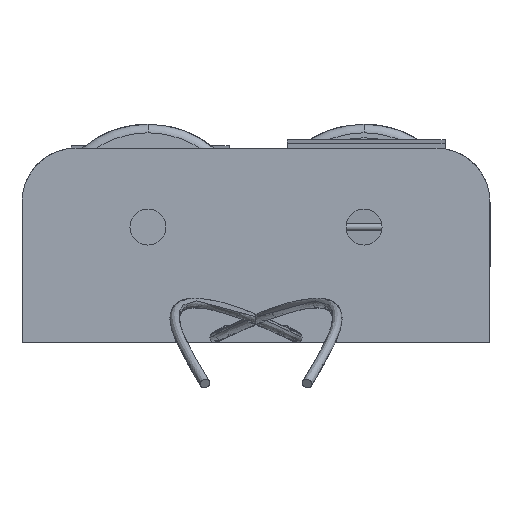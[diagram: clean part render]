
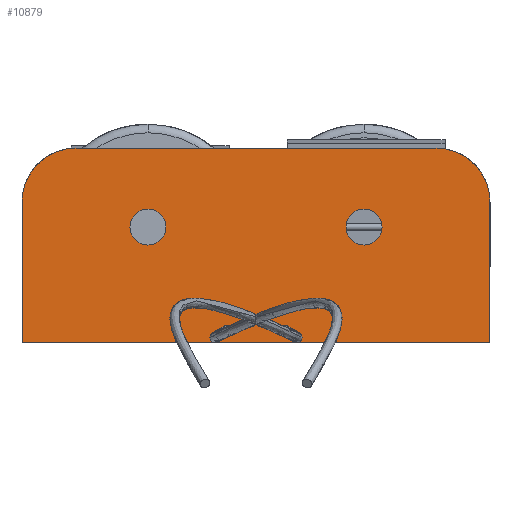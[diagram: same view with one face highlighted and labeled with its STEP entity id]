
A CAD part, left-side view. The second image highlights one B-rep face of the part: STEP entity #10879.
In plain terms, the highlighted planar face has unit normal (-1, 0, 0).
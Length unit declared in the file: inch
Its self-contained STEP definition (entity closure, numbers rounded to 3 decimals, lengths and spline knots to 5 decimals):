
#990 = CARTESIAN_POINT ( 'NONE',  ( -1.16, 0.3, 0.27 ) ) ;
#991 = CARTESIAN_POINT ( 'NONE',  ( -1.16, 0.3, 0.37 ) ) ;
#992 = DIRECTION ( 'NONE',  ( 0., 1., 0. ) ) ;
#993 = DIRECTION ( 'NONE',  ( 1., 0., 0. ) ) ;
#994 = AXIS2_PLACEMENT_3D ( 'NONE', #1001, #993, #992 ) ;
#995 = CIRCLE ( 'NONE', #994, 0.05 ) ;
#1001 = CARTESIAN_POINT ( 'NONE',  ( -1.16, 0.3, 0.32 ) ) ;
#5345 = DIRECTION ( 'NONE',  ( 0., 0., -1. ) ) ;
#5346 = DIRECTION ( 'NONE',  ( -1., 0., 0. ) ) ;
#5347 = CARTESIAN_POINT ( 'NONE',  ( -1.16, -0.08, 0.0333 ) ) ;
#5348 = AXIS2_PLACEMENT_3D ( 'NONE', #5347, #5346, #5345 ) ;
#5349 = CIRCLE ( 'NONE', #5348, 0.01392 ) ;
#5468 = CARTESIAN_POINT ( 'NONE',  ( -1.16, -0.09392, 0.0333 ) ) ;
#5469 = CARTESIAN_POINT ( 'NONE',  ( -1.16, -0.06608, 0.0333 ) ) ;
#6022 = DIRECTION ( 'NONE',  ( 0., 1., 0. ) ) ;
#6023 = DIRECTION ( 'NONE',  ( -1., 0., 0. ) ) ;
#6024 = CARTESIAN_POINT ( 'NONE',  ( -1.16, -0.3, 0.32 ) ) ;
#6025 = AXIS2_PLACEMENT_3D ( 'NONE', #6024, #6023, #6022 ) ;
#6026 = CIRCLE ( 'NONE', #6025, 0.05 ) ;
#6032 = CARTESIAN_POINT ( 'NONE',  ( -1.16, -0.3, 0.27 ) ) ;
#6055 = CARTESIAN_POINT ( 'NONE',  ( -1.16, -0.3, 0.37 ) ) ;
#7788 = EDGE_CURVE ( 'NONE', #7789, #7790, #995, .T. ) ;
#7789 = VERTEX_POINT ( 'NONE', #991 ) ;
#7790 = VERTEX_POINT ( 'NONE', #990 ) ;
#9510 = EDGE_CURVE ( 'NONE', #9511, #9512, #5349, .T. ) ;
#9511 = VERTEX_POINT ( 'NONE', #5469 ) ;
#9512 = VERTEX_POINT ( 'NONE', #5468 ) ;
#9747 = VERTEX_POINT ( 'NONE', #6032 ) ;
#9748 = EDGE_CURVE ( 'NONE', #9747, #9754, #6026, .T. ) ;
#9754 = VERTEX_POINT ( 'NONE', #6055 ) ;
#10802 = EDGE_LOOP ( 'NONE', ( #10859, #10863, #10866, #10869, #10872, #10931 ) ) ;
#10810 = EDGE_CURVE ( 'NONE', #10811, #10812, #13830, .T. ) ;
#10811 = VERTEX_POINT ( 'NONE', #13825 ) ;
#10812 = VERTEX_POINT ( 'NONE', #13889 ) ;
#10848 = EDGE_CURVE ( 'NONE', #10874, #10862, #14056, .T. ) ;
#10849 = EDGE_LOOP ( 'NONE', ( #10850, #10851 ) ) ;
#10850 = ORIENTED_EDGE ( 'NONE', *, *, #10810, .F. ) ;
#10851 = ORIENTED_EDGE ( 'NONE', *, *, #10852, .F. ) ;
#10852 = EDGE_CURVE ( 'NONE', #10812, #10811, #14051, .T. ) ;
#10853 = EDGE_LOOP ( 'NONE', ( #10854, #10855 ) ) ;
#10854 = ORIENTED_EDGE ( 'NONE', *, *, #9510, .F. ) ;
#10855 = ORIENTED_EDGE ( 'NONE', *, *, #10856, .F. ) ;
#10856 = EDGE_CURVE ( 'NONE', #9512, #9511, #14046, .T. ) ;
#10859 = ORIENTED_EDGE ( 'NONE', *, *, #10860, .F. ) ;
#10860 = EDGE_CURVE ( 'NONE', #10861, #10862, #14098, .T. ) ;
#10861 = VERTEX_POINT ( 'NONE', #14094 ) ;
#10862 = VERTEX_POINT ( 'NONE', #14157 ) ;
#10863 = ORIENTED_EDGE ( 'NONE', *, *, #10864, .T. ) ;
#10864 = EDGE_CURVE ( 'NONE', #10861, #10865, #14156, .T. ) ;
#10865 = VERTEX_POINT ( 'NONE', #14151 ) ;
#10866 = ORIENTED_EDGE ( 'NONE', *, *, #10867, .T. ) ;
#10867 = EDGE_CURVE ( 'NONE', #10865, #10868, #14150, .T. ) ;
#10868 = VERTEX_POINT ( 'NONE', #14204 ) ;
#10869 = ORIENTED_EDGE ( 'NONE', *, *, #10870, .T. ) ;
#10870 = EDGE_CURVE ( 'NONE', #10868, #10871, #14203, .T. ) ;
#10871 = VERTEX_POINT ( 'NONE', #14199 ) ;
#10872 = ORIENTED_EDGE ( 'NONE', *, *, #10873, .F. ) ;
#10873 = EDGE_CURVE ( 'NONE', #10874, #10871, #14198, .T. ) ;
#10874 = VERTEX_POINT ( 'NONE', #14194 ) ;
#10879 = ADVANCED_FACE ( 'NONE', ( #14192, #14191, #14239, #14238, #14237 ), #14229, .F. ) ;
#10880 = EDGE_LOOP ( 'NONE', ( #10881, #10882 ) ) ;
#10881 = ORIENTED_EDGE ( 'NONE', *, *, #9748, .F. ) ;
#10882 = ORIENTED_EDGE ( 'NONE', *, *, #10883, .F. ) ;
#10883 = EDGE_CURVE ( 'NONE', #9754, #9747, #14224, .T. ) ;
#10884 = EDGE_LOOP ( 'NONE', ( #10885, #10887 ) ) ;
#10885 = ORIENTED_EDGE ( 'NONE', *, *, #10886, .T. ) ;
#10886 = EDGE_CURVE ( 'NONE', #7790, #7789, #14220, .T. ) ;
#10887 = ORIENTED_EDGE ( 'NONE', *, *, #7788, .T. ) ;
#10931 = ORIENTED_EDGE ( 'NONE', *, *, #10848, .T. ) ;
#13825 = CARTESIAN_POINT ( 'NONE',  ( -1.16, 0.06608, 0.0333 ) ) ;
#13826 = DIRECTION ( 'NONE',  ( 0., 0., 1. ) ) ;
#13827 = DIRECTION ( 'NONE',  ( -1., 0., 0. ) ) ;
#13828 = CARTESIAN_POINT ( 'NONE',  ( -1.16, 0.08, 0.0333 ) ) ;
#13829 = AXIS2_PLACEMENT_3D ( 'NONE', #13828, #13827, #13826 ) ;
#13830 = CIRCLE ( 'NONE', #13829, 0.01392 ) ;
#13889 = CARTESIAN_POINT ( 'NONE',  ( -1.16, 0.09392, 0.0333 ) ) ;
#14042 = DIRECTION ( 'NONE',  ( 0., 0., -1. ) ) ;
#14043 = DIRECTION ( 'NONE',  ( -1., 0., 0. ) ) ;
#14044 = CARTESIAN_POINT ( 'NONE',  ( -1.16, -0.08, 0.0333 ) ) ;
#14045 = AXIS2_PLACEMENT_3D ( 'NONE', #14044, #14043, #14042 ) ;
#14046 = CIRCLE ( 'NONE', #14045, 0.01392 ) ;
#14047 = DIRECTION ( 'NONE',  ( 0., 0., 1. ) ) ;
#14048 = DIRECTION ( 'NONE',  ( -1., 0., 0. ) ) ;
#14049 = CARTESIAN_POINT ( 'NONE',  ( -1.16, 0.08, 0.0333 ) ) ;
#14050 = AXIS2_PLACEMENT_3D ( 'NONE', #14049, #14048, #14047 ) ;
#14051 = CIRCLE ( 'NONE', #14050, 0.01392 ) ;
#14052 = DIRECTION ( 'NONE',  ( 0., 1., 0. ) ) ;
#14053 = DIRECTION ( 'NONE',  ( -1., 0., 0. ) ) ;
#14054 = CARTESIAN_POINT ( 'NONE',  ( -1.16, -0.5, 0.389 ) ) ;
#14055 = AXIS2_PLACEMENT_3D ( 'NONE', #14054, #14053, #14052 ) ;
#14056 = CIRCLE ( 'NONE', #14055, 0.15 ) ;
#14094 = CARTESIAN_POINT ( 'NONE',  ( -1.16, 0.5, 0.539 ) ) ;
#14095 = DIRECTION ( 'NONE',  ( 0., -1., 0. ) ) ;
#14096 = VECTOR ( 'NONE', #14095, 39.37008 ) ;
#14097 = CARTESIAN_POINT ( 'NONE',  ( -1.16, 0.65, 0.539 ) ) ;
#14098 = LINE ( 'NONE', #14097, #14096 ) ;
#14147 = DIRECTION ( 'NONE',  ( 0., 0., -1. ) ) ;
#14148 = VECTOR ( 'NONE', #14147, 39.37008 ) ;
#14149 = CARTESIAN_POINT ( 'NONE',  ( -1.16, 0.65, 0.539 ) ) ;
#14150 = LINE ( 'NONE', #14149, #14148 ) ;
#14151 = CARTESIAN_POINT ( 'NONE',  ( -1.16, 0.65, 0.389 ) ) ;
#14152 = DIRECTION ( 'NONE',  ( 0., 1., 0. ) ) ;
#14153 = DIRECTION ( 'NONE',  ( -1., 0., 0. ) ) ;
#14154 = CARTESIAN_POINT ( 'NONE',  ( -1.16, 0.5, 0.389 ) ) ;
#14155 = AXIS2_PLACEMENT_3D ( 'NONE', #14154, #14153, #14152 ) ;
#14156 = CIRCLE ( 'NONE', #14155, 0.15 ) ;
#14157 = CARTESIAN_POINT ( 'NONE',  ( -1.16, -0.5, 0.539 ) ) ;
#14191 = FACE_BOUND ( 'NONE', #10884, .T. ) ;
#14192 = FACE_BOUND ( 'NONE', #10880, .T. ) ;
#14194 = CARTESIAN_POINT ( 'NONE',  ( -1.16, -0.65, 0.389 ) ) ;
#14195 = DIRECTION ( 'NONE',  ( 0., 0., -1. ) ) ;
#14196 = VECTOR ( 'NONE', #14195, 39.37008 ) ;
#14197 = CARTESIAN_POINT ( 'NONE',  ( -1.16, -0.65, 0.539 ) ) ;
#14198 = LINE ( 'NONE', #14197, #14196 ) ;
#14199 = CARTESIAN_POINT ( 'NONE',  ( -1.16, -0.65, 0. ) ) ;
#14200 = DIRECTION ( 'NONE',  ( 0., -1., 0. ) ) ;
#14201 = VECTOR ( 'NONE', #14200, 39.37008 ) ;
#14202 = CARTESIAN_POINT ( 'NONE',  ( -1.16, 0.65, 0. ) ) ;
#14203 = LINE ( 'NONE', #14202, #14201 ) ;
#14204 = CARTESIAN_POINT ( 'NONE',  ( -1.16, 0.65, 0. ) ) ;
#14216 = DIRECTION ( 'NONE',  ( 0., 1., 0. ) ) ;
#14217 = DIRECTION ( 'NONE',  ( 1., 0., 0. ) ) ;
#14218 = CARTESIAN_POINT ( 'NONE',  ( -1.16, 0.3, 0.32 ) ) ;
#14219 = AXIS2_PLACEMENT_3D ( 'NONE', #14218, #14217, #14216 ) ;
#14220 = CIRCLE ( 'NONE', #14219, 0.05 ) ;
#14221 = DIRECTION ( 'NONE',  ( 0., 1., 0. ) ) ;
#14222 = DIRECTION ( 'NONE',  ( -1., 0., 0. ) ) ;
#14223 = AXIS2_PLACEMENT_3D ( 'NONE', #14230, #14222, #14221 ) ;
#14224 = CIRCLE ( 'NONE', #14223, 0.05 ) ;
#14225 = DIRECTION ( 'NONE',  ( 0., 1., 0. ) ) ;
#14226 = DIRECTION ( 'NONE',  ( 1., 0., 0. ) ) ;
#14227 = CARTESIAN_POINT ( 'NONE',  ( -1.16, 0.65, 0.539 ) ) ;
#14228 = AXIS2_PLACEMENT_3D ( 'NONE', #14227, #14226, #14225 ) ;
#14229 = PLANE ( 'NONE',  #14228 ) ;
#14230 = CARTESIAN_POINT ( 'NONE',  ( -1.16, -0.3, 0.32 ) ) ;
#14237 = FACE_BOUND ( 'NONE', #10853, .T. ) ;
#14238 = FACE_BOUND ( 'NONE', #10849, .T. ) ;
#14239 = FACE_OUTER_BOUND ( 'NONE', #10802, .T. ) ;
